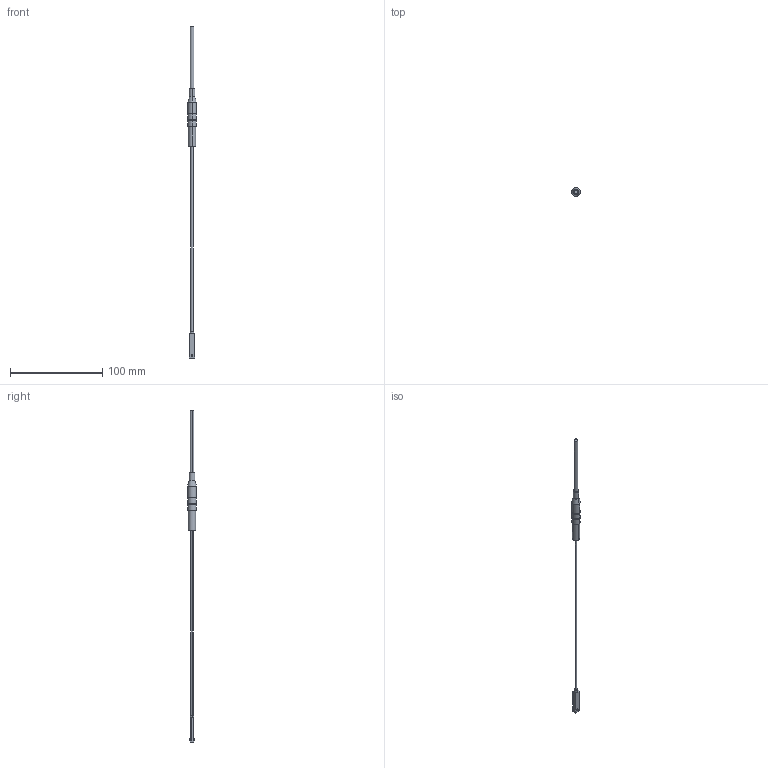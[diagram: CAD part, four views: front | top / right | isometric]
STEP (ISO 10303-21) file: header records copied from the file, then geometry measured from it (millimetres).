
FILE_DESCRIPTION((''),'2;1');
FILE_NAME('ILC62297000_ASM','2005-08-29T',('KR'),(''),'PRO/ENGINEER BY PARAMETRIC TECHNOLOGY CORPORATION, 2004290','PRO/ENGINEER BY PARAMETRIC TECHNOLOGY CORPORATION, 2004290','');
FILE_SCHEMA(('AUTOMOTIVE_DESIGN_CC2 { 1 2 10303 214 -1 1 5 2 }'));
Length unit declared in the file: inch
Products named in the file (3): ILC62297000_29700100; ILC62297000_27642400; ILC62297000_ASM
Assembly tree (2 placements, depth 2):
  ILC62297000_ASM
    ILC62297000_29700100
    ILC62297000_27642400
Bounding box: 9.4 x 9.4 x 360.43 mm (x, y, z)
Volume: 6377.4 mm3; surface area: 5736.4 mm2
Topology: 2 solids, 2 shells, 79 faces, 162 edges, 106 vertices
Faces by surface type: cylinder 44, plane 33, cone 2
Entity records: 2575 total; most frequent: DIRECTION 420, CARTESIAN_POINT 352, ORIENTED_EDGE 324, AXIS2_PLACEMENT_3D 174, EDGE_CURVE 162, COLOUR_RGB 107, VERTEX_POINT 106, EDGE_LOOP 98
